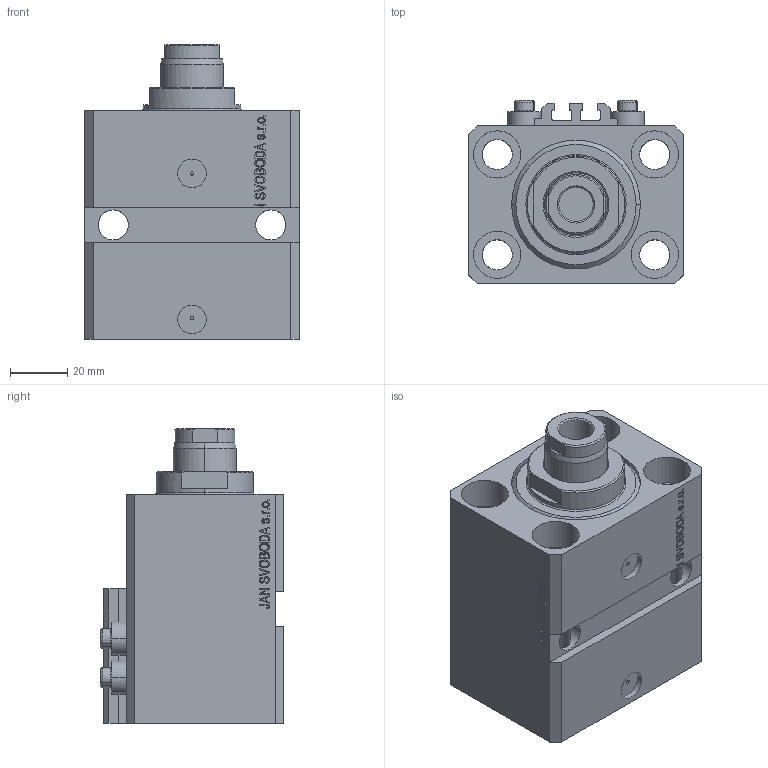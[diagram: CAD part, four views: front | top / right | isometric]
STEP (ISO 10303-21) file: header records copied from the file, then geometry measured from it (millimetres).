
FILE_DESCRIPTION (( 'STEP AP203' ), '1' );
FILE_NAME ('32fe.STEP', '2020-10-08T23:59:42', ( '' ), ( '' ), 'SwSTEP 2.0', 'SolidWorks 2019', '' );
FILE_SCHEMA (( 'CONFIG_CONTROL_DESIGN' ));
Length unit declared in the file: millimetre
Products named in the file (5): V250CE_E 617d0f837d948176c62557f26761ed11; ALLEN BOLT V250CE 617d0f837d948176c62557f26761ed11; V250CE_E_vnitrni cast pro vysunuti 617d0f837d948176c62557f26761ed11; V250CE_C_VCP 617d0f837d948176c62557f26761ed11; 32fe
Assembly tree (7 placements, depth 2):
  32fe
    V250CE_E 617d0f837d948176c62557f26761ed11
    V250CE_E_vnitrni cast pro vysunuti 617d0f837d948176c62557f26761ed11
    ALLEN BOLT V250CE 617d0f837d948176c62557f26761ed11  x4
    V250CE_C_VCP 617d0f837d948176c62557f26761ed11
Bounding box: 75 x 64 x 103 mm (x, y, z)
Volume: 288076.1 mm3; surface area: 70931.9 mm2
Topology: 7 solids, 7 shells, 1061 faces, 2670 edges, 1734 vertices
Faces by surface type: plane 517, bspline 354, cylinder 124, cone 56, torus 10
Entity records: 46824 total; most frequent: CARTESIAN_POINT 24656, ORIENTED_EDGE 5034, DIRECTION 3277, EDGE_CURVE 2517, VERTEX_POINT 1650, LINE 1531, VECTOR 1531, EDGE_LOOP 1113
